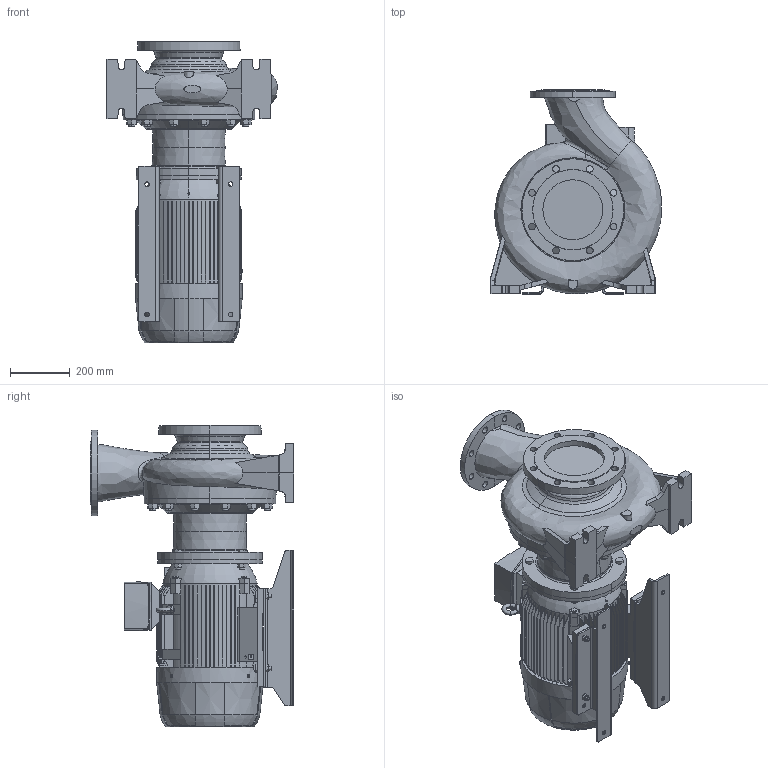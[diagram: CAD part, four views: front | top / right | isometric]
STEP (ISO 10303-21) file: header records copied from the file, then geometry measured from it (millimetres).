
FILE_DESCRIPTION (( 'STEP AP214' ), '1' );
FILE_NAME ('4_93_494_17_REV01.step', '2021-12-21T13:42:13', ( '' ), ( '' ), 'SwSTEP 2.0', 'SolidWorks 2020', '' );
FILE_SCHEMA (( 'AUTOMOTIVE_DESIGN' ));
Products named in the file (2): 4_93_494_17_REV01; 4_93_494_17_REV01^4_93_494_17_REV01
Assembly tree (1 placements, depth 2):
  4_93_494_17_REV01
    4_93_494_17_REV01^4_93_494_17_REV01
Bounding box: 571.04 x 680 x 1007.8 mm (x, y, z)
Volume: 106596180.6 mm3; surface area: 3482687.4 mm2
Topology: 1 solids, 1 shells, 1747 faces, 4714 edges, 3083 vertices
Faces by surface type: plane 1039, cylinder 350, torus 156, cone 132, bspline 70
Entity records: 111758 total; most frequent: CARTESIAN_POINT 68852, ORIENTED_EDGE 9428, DIRECTION 8239, EDGE_CURVE 4714, VERTEX_POINT 3083, AXIS2_PLACEMENT_3D 2797, LINE 2645, VECTOR 2645
